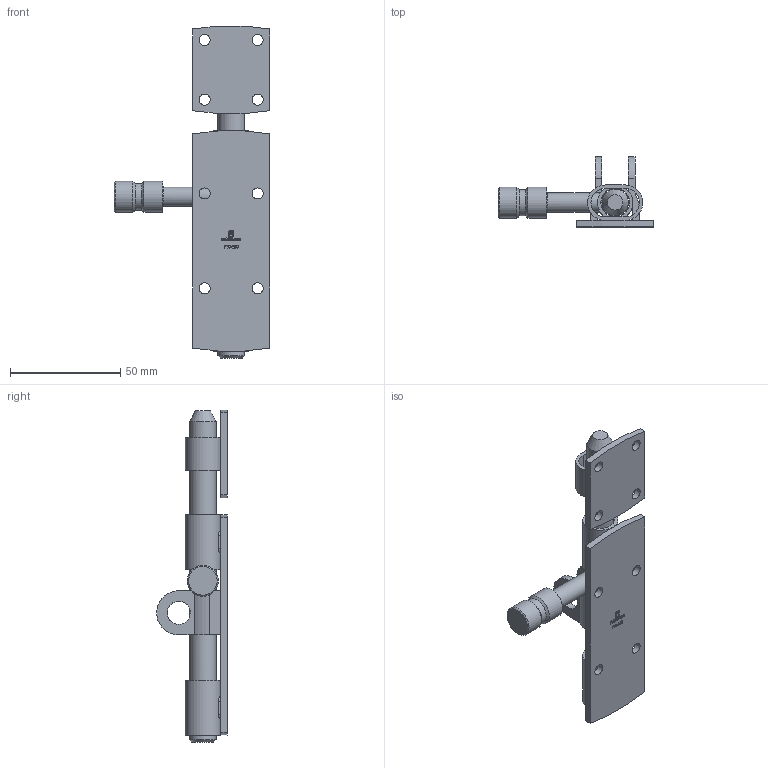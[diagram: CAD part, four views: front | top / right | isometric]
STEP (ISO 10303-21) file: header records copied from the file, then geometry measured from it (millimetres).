
FILE_DESCRIPTION (( 'STEP AP203' ), '1' );
FILE_NAME ('710-150.step', '2022-03-31T12:43:57', ( '' ), ( '' ), 'SwSTEP 2.0', 'SolidWorks 2018', '' );
FILE_SCHEMA (( 'CONFIG_CONTROL_DESIGN' ));
Length unit declared in the file: millimetre
Products named in the file (4): 710-XX0 Teil3_710-150 Teil3; 710-150; 710-XX0 Teil2_710-150 Teil2; 710-XX0 Teil1_710-150 Teil1
Assembly tree (3 placements, depth 2):
  710-150
    710-XX0 Teil1_710-150 Teil1
    710-XX0 Teil2_710-150 Teil2
    710-XX0 Teil3_710-150 Teil3
Bounding box: 70.5 x 32 x 150.33 mm (x, y, z)
Volume: 43169.2 mm3; surface area: 27296.8 mm2
Topology: 3 solids, 3 shells, 311 faces, 833 edges, 555 vertices
Faces by surface type: plane 166, bspline 94, cylinder 45, cone 5, torus 1
Full cylindrical faces by diameter (mm): 5 x8, 8.8 x1, 10.5 x2, 12 x2, 13 x2, 14 x2, 16 x2
Entity records: 14662 total; most frequent: CARTESIAN_POINT 7174, ORIENTED_EDGE 1592, DIRECTION 1132, EDGE_CURVE 796, VERTEX_POINT 544, VECTOR 508, LINE 508, EDGE_LOOP 390
